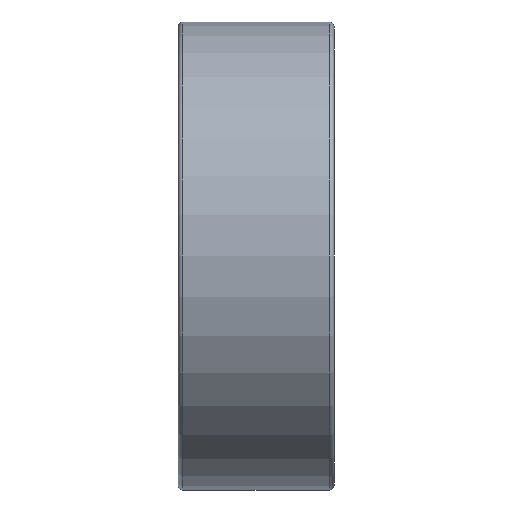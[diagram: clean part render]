
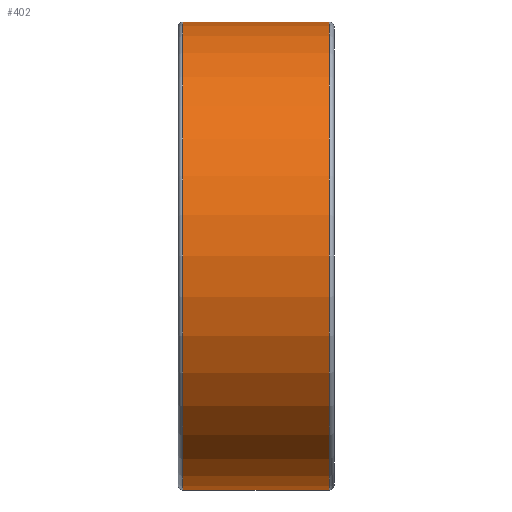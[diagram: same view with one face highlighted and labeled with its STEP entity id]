
A CAD part, front view. The second image highlights one B-rep face of the part: STEP entity #402.
In plain terms, the highlighted cylindrical face has radius 7.5 mm (diameter 15 mm), a partial arc.
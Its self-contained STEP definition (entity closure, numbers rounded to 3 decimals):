
#9 = ORIENTED_EDGE ( 'NONE', *, *, #203, .F. ) ;
#11 = DIRECTION ( 'NONE',  ( 0., 0., 1. ) ) ;
#17 = EDGE_CURVE ( 'NONE', #391, #273, #318, .T. ) ;
#25 = AXIS2_PLACEMENT_3D ( 'NONE', #240, #204, #11 ) ;
#38 = EDGE_CURVE ( 'NONE', #353, #39, #151, .T. ) ;
#39 = VERTEX_POINT ( 'NONE', #427 ) ;
#41 = ORIENTED_EDGE ( 'NONE', *, *, #269, .T. ) ;
#67 = DIRECTION ( 'NONE',  ( -1., 0., 0. ) ) ;
#85 = CARTESIAN_POINT ( 'NONE',  ( 0., 0., -7.5 ) ) ;
#97 = DIRECTION ( 'NONE',  ( 0., 0., 1. ) ) ;
#117 = DIRECTION ( 'NONE',  ( 1., 0., 0. ) ) ;
#139 = VECTOR ( 'NONE', #223, 1000. ) ;
#149 = DIRECTION ( 'NONE',  ( 1., 0., 0. ) ) ;
#151 = LINE ( 'NONE', #287, #440 ) ;
#156 = CIRCLE ( 'NONE', #25, 7.5 ) ;
#160 = CARTESIAN_POINT ( 'NONE',  ( 4.85, 0., -7.5 ) ) ;
#178 = ORIENTED_EDGE ( 'NONE', *, *, #17, .T. ) ;
#203 = EDGE_CURVE ( 'NONE', #391, #353, #156, .T. ) ;
#204 = DIRECTION ( 'NONE',  ( -1., 0., 0. ) ) ;
#209 = EDGE_LOOP ( 'NONE', ( #9, #178, #41, #350 ) ) ;
#210 = CYLINDRICAL_SURFACE ( 'NONE', #237, 7.5 ) ;
#223 = DIRECTION ( 'NONE',  ( 1., 0., 0. ) ) ;
#237 = AXIS2_PLACEMENT_3D ( 'NONE', #414, #117, #421 ) ;
#240 = CARTESIAN_POINT ( 'NONE',  ( 0.15, 0., 0. ) ) ;
#269 = EDGE_CURVE ( 'NONE', #273, #39, #289, .T. ) ;
#273 = VERTEX_POINT ( 'NONE', #160 ) ;
#287 = CARTESIAN_POINT ( 'NONE',  ( 0., 0., 7.5 ) ) ;
#289 = CIRCLE ( 'NONE', #400, 7.5 ) ;
#294 = CARTESIAN_POINT ( 'NONE',  ( 4.85, 0., 0. ) ) ;
#296 = CARTESIAN_POINT ( 'NONE',  ( 0.15, 0., -7.5 ) ) ;
#309 = FACE_OUTER_BOUND ( 'NONE', #209, .T. ) ;
#318 = LINE ( 'NONE', #85, #139 ) ;
#330 = CARTESIAN_POINT ( 'NONE',  ( 0.15, 0., 7.5 ) ) ;
#350 = ORIENTED_EDGE ( 'NONE', *, *, #38, .F. ) ;
#353 = VERTEX_POINT ( 'NONE', #330 ) ;
#391 = VERTEX_POINT ( 'NONE', #296 ) ;
#400 = AXIS2_PLACEMENT_3D ( 'NONE', #294, #67, #97 ) ;
#402 = ADVANCED_FACE ( 'NONE', ( #309 ), #210, .T. ) ;
#414 = CARTESIAN_POINT ( 'NONE',  ( 0., 0., 0. ) ) ;
#421 = DIRECTION ( 'NONE',  ( 0., 0., 1. ) ) ;
#427 = CARTESIAN_POINT ( 'NONE',  ( 4.85, 0., 7.5 ) ) ;
#440 = VECTOR ( 'NONE', #149, 1000. ) ;
